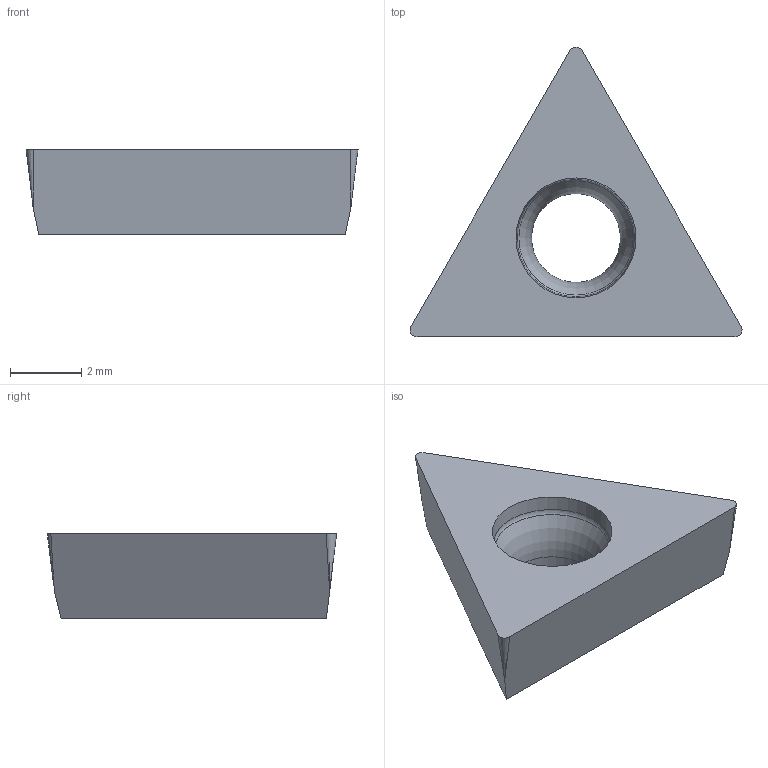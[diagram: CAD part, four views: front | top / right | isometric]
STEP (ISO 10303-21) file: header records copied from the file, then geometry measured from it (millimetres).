
FILE_DESCRIPTION(/* description */ (''),/* implementation_level */ '2;1');
FILE_NAME(/* name */ 'TCGX090202-AL.stp',/* time_stamp */ '2017-04-13T13:33:41',/* author */ ('Sandvik Coromant R&D'),/* organization */ ('Sandvik Machining Solutions'),/* preprocessor_version */ 'ST-DEVELOPER v15',/* originating_system */ 'SIEMENS PLM Software NX v8.5.3.3(64 bits)',/* authorization */ '');
FILE_SCHEMA(('AUTOMOTIVE_DESIGN'));
Length unit declared in the file: millimetre
Products named in the file (1): IsoTurningInsert
Bounding box: 9.33 x 8.14 x 2.38 mm (x, y, z)
Volume: 70.8 mm3; surface area: 145 mm2
Topology: 1 solids, 1 shells, 12 faces, 33 edges, 20 vertices
Faces by surface type: plane 5, cone 4, torus 2, cylinder 1
Full cylindrical faces by diameter (mm): 2.5 x1
Entity records: 396 total; most frequent: CARTESIAN_POINT 74, DIRECTION 61, ORIENTED_EDGE 46, EDGE_CURVE 23, AXIS2_PLACEMENT_3D 23, EDGE_LOOP 18, VERTEX_POINT 17, LINE 15
